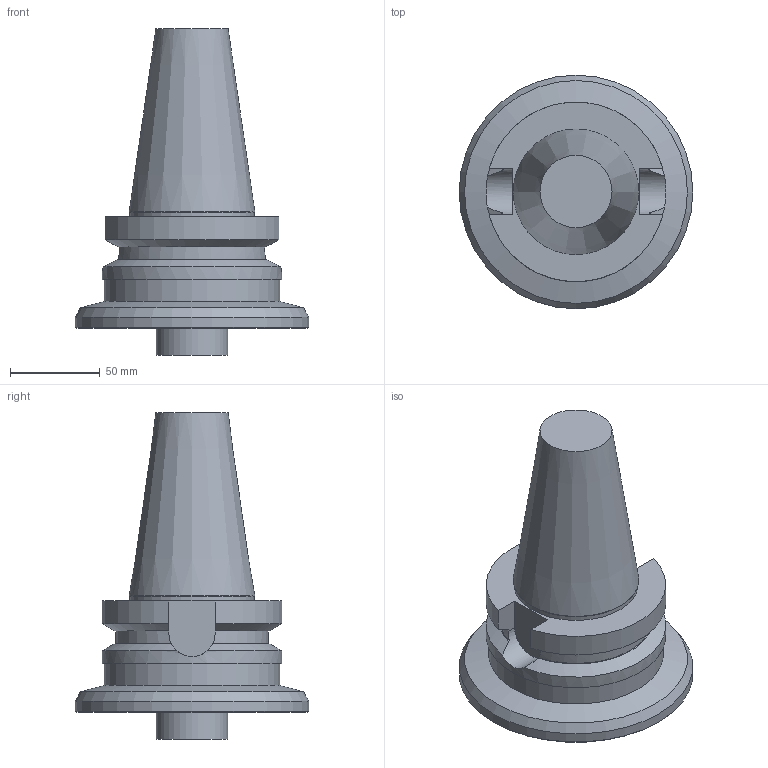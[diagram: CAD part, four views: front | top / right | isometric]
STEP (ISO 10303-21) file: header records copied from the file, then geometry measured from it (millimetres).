
FILE_DESCRIPTION(/* description */ (''),/* implementation_level */ '2;1');
FILE_NAME(/* name */ 'E3416731200.stp',/* time_stamp */ '2017-10-23T16:42:00+05:00',/* author */ (''),/* organization */ (''),/* preprocessor_version */ 'ST-DEVELOPER v16',/* originating_system */ 'SIEMENS PLM Software NX 11.0',/* authorisation */ '');
FILE_SCHEMA (('AUTOMOTIVE_DESIGN { 1 0 10303 214 3 1 1 1 }'));
Length unit declared in the file: millimetre
Products named in the file (1): E3416731200
Bounding box: 130 x 130 x 181.8 mm (x, y, z)
Volume: 785383 mm3; surface area: 73901.7 mm2
Topology: 2 solids, 2 shells, 37 faces, 97 edges, 67 vertices
Faces by surface type: plane 17, cylinder 11, cone 9
Full cylindrical faces by diameter (mm): 40 x1, 69.15 x1, 97.5 x1, 100 x1, 130 x1
Entity records: 1177 total; most frequent: CARTESIAN_POINT 279, DIRECTION 172, ORIENTED_EDGE 164, EDGE_CURVE 82, AXIS2_PLACEMENT_3D 71, VERTEX_POINT 62, EDGE_LOOP 50, ADVANCED_FACE 37
